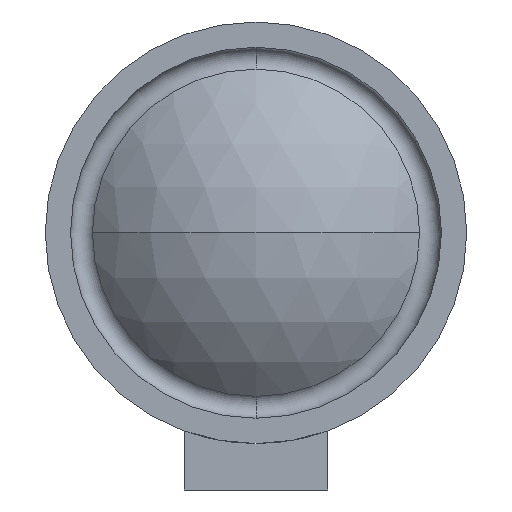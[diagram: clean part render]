
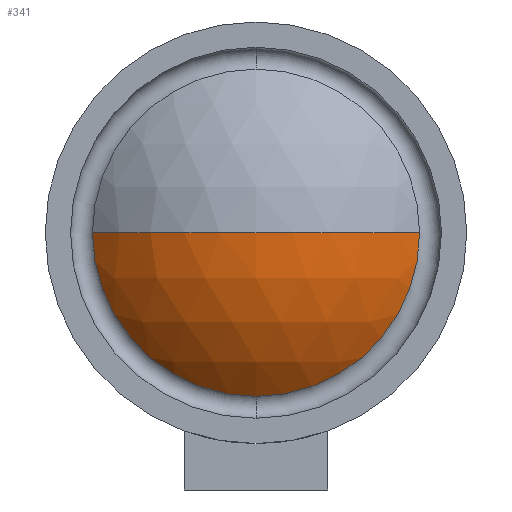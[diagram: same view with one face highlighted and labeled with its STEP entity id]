
A CAD part, front view. The second image highlights one B-rep face of the part: STEP entity #341.
In plain terms, the highlighted spherical face has radius 53 mm.
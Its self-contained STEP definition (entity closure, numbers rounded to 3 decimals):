
#11 = DIRECTION ( 'NONE',  ( 1., 0., 0. ) ) ;
#41 = DIRECTION ( 'NONE',  ( 0., 0., 1. ) ) ;
#43 = DIRECTION ( 'NONE',  ( 0., 0., -1. ) ) ;
#47 = CARTESIAN_POINT ( 'NONE',  ( 0., 54., 0. ) ) ;
#68 = DIRECTION ( 'NONE',  ( -1., 0., 0. ) ) ;
#101 = CIRCLE ( 'NONE', #371, 53. ) ;
#111 = EDGE_LOOP ( 'NONE', ( #590, #269, #850, #962 ) ) ;
#124 = CIRCLE ( 'NONE', #838, 38.804 ) ;
#138 = CARTESIAN_POINT ( 'NONE',  ( 0., 17.899, -38.804 ) ) ;
#202 = CARTESIAN_POINT ( 'NONE',  ( -38.804, 17.899, 0. ) ) ;
#221 = VERTEX_POINT ( 'NONE', #138 ) ;
#225 = CARTESIAN_POINT ( 'NONE',  ( 0., 17.899, 0. ) ) ;
#245 = DIRECTION ( 'NONE',  ( 0., 0., -1. ) ) ;
#269 = ORIENTED_EDGE ( 'NONE', *, *, #346, .T. ) ;
#329 = VERTEX_POINT ( 'NONE', #1029 ) ;
#341 = ADVANCED_FACE ( 'NONE', ( #515 ), #704, .T. ) ;
#346 = EDGE_CURVE ( 'NONE', #221, #425, #513, .T. ) ;
#363 = EDGE_CURVE ( 'NONE', #425, #329, #101, .T. ) ;
#371 = AXIS2_PLACEMENT_3D ( 'NONE', #812, #43, #1039 ) ;
#423 = EDGE_CURVE ( 'NONE', #899, #221, #124, .T. ) ;
#425 = VERTEX_POINT ( 'NONE', #865 ) ;
#513 = CIRCLE ( 'NONE', #686, 38.804 ) ;
#515 = FACE_OUTER_BOUND ( 'NONE', #111, .T. ) ;
#560 = AXIS2_PLACEMENT_3D ( 'NONE', #634, #882, #68 ) ;
#590 = ORIENTED_EDGE ( 'NONE', *, *, #423, .T. ) ;
#634 = CARTESIAN_POINT ( 'NONE',  ( 0., 54., 0. ) ) ;
#672 = EDGE_CURVE ( 'NONE', #899, #329, #872, .T. ) ;
#686 = AXIS2_PLACEMENT_3D ( 'NONE', #225, #818, #245 ) ;
#704 = SPHERICAL_SURFACE ( 'NONE', #560, 53. ) ;
#808 = DIRECTION ( 'NONE',  ( 0., 0., -1. ) ) ;
#812 = CARTESIAN_POINT ( 'NONE',  ( 0., 54., 0. ) ) ;
#818 = DIRECTION ( 'NONE',  ( 0., -1., 0. ) ) ;
#838 = AXIS2_PLACEMENT_3D ( 'NONE', #856, #852, #808 ) ;
#850 = ORIENTED_EDGE ( 'NONE', *, *, #363, .T. ) ;
#852 = DIRECTION ( 'NONE',  ( 0., -1., 0. ) ) ;
#856 = CARTESIAN_POINT ( 'NONE',  ( 0., 17.899, 0. ) ) ;
#865 = CARTESIAN_POINT ( 'NONE',  ( 38.804, 17.899, 0. ) ) ;
#872 = CIRCLE ( 'NONE', #1026, 53. ) ;
#882 = DIRECTION ( 'NONE',  ( 0., 0., -1. ) ) ;
#899 = VERTEX_POINT ( 'NONE', #202 ) ;
#962 = ORIENTED_EDGE ( 'NONE', *, *, #672, .F. ) ;
#1026 = AXIS2_PLACEMENT_3D ( 'NONE', #47, #41, #11 ) ;
#1029 = CARTESIAN_POINT ( 'NONE',  ( 0., 1., 0. ) ) ;
#1039 = DIRECTION ( 'NONE',  ( -1., 0., 0. ) ) ;
